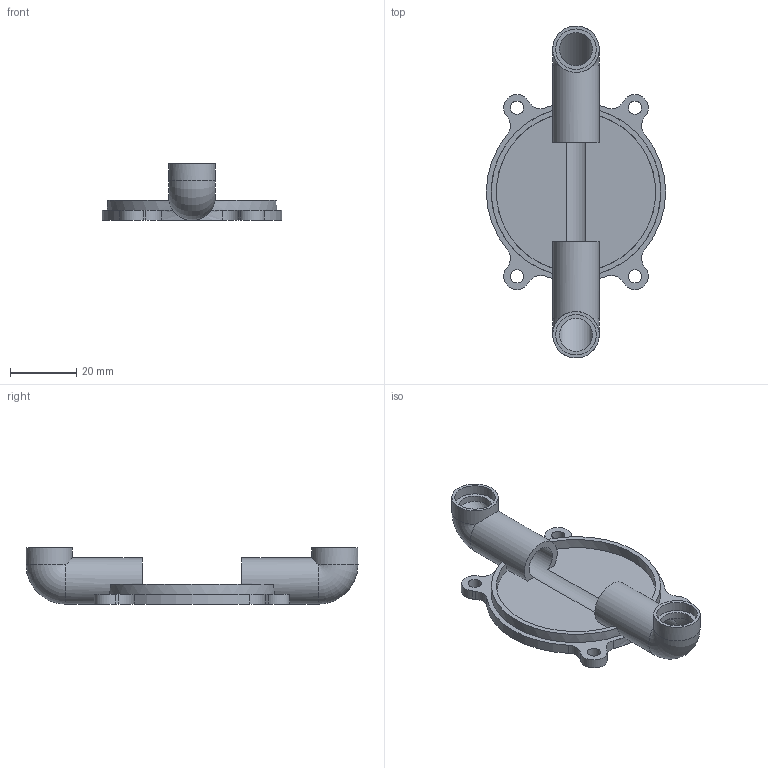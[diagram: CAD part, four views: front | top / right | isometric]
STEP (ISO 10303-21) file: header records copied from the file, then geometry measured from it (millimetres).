
FILE_DESCRIPTION(('STEP AP242'), '1');
FILE_NAME('itemIntakeCollectorBottom', '', ('UNSPECIFIED'), ('UNSPECIFIED'), 'C3D Converter', 'C3D Toolkit', '');
FILE_SCHEMA(('AP242_MANAGED_MODEL_BASED_3D_ENGINEERING_MIM_LF { 1 0 10303 442 1 1 4 }'));
Length unit declared in the file: millimetre
Bounding box: 54 x 100 x 17 mm (x, y, z)
Volume: 12514.8 mm3; surface area: 11589.2 mm2
Topology: 1 solids, 1 shells, 60 faces, 176 edges, 110 vertices
Faces by surface type: cylinder 35, plane 21, torus 4
Full cylindrical faces by diameter (mm): 4 x4, 10 x3, 12.2 x2, 14 x4
Entity records: 2255 total; most frequent: CARTESIAN_POINT 709, DIRECTION 332, ORIENTED_EDGE 296, EDGE_CURVE 148, AXIS2_PLACEMENT_3D 137, VERTEX_POINT 106, EDGE_LOOP 84, CIRCLE 78
